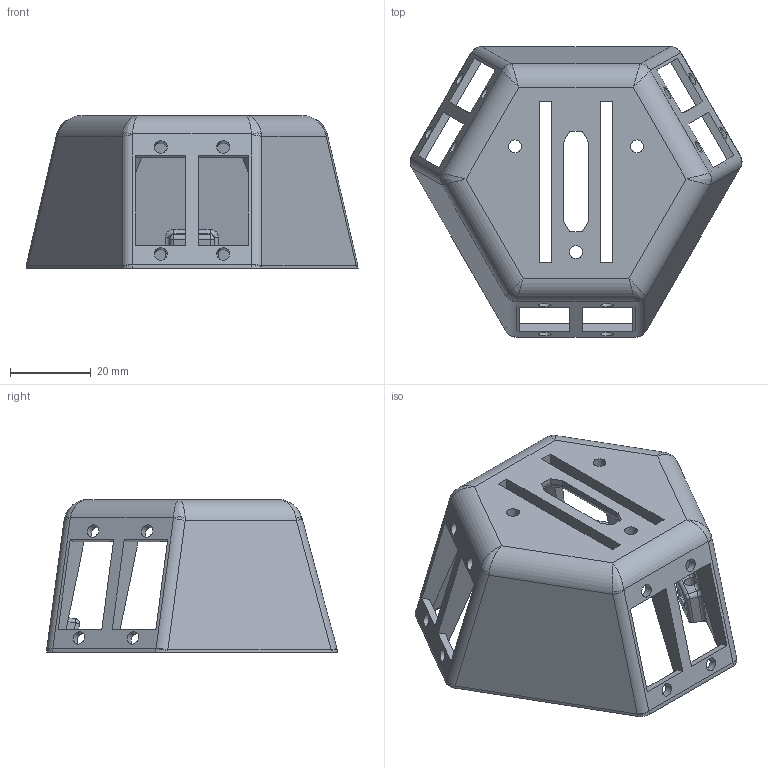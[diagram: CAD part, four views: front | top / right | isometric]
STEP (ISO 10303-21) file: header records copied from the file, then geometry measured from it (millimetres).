
FILE_DESCRIPTION(/* description */ ('STEP AP242','CAx-IF Rec.Pracs.---Representation and Presentation of Product Manufacturing Information (PMI)---4.0---2014-10-13','CAx-IF Rec.Pracs.---3D Tessellated Geometry---0.4---2014-09-14','2;1'),/* implementation_level */ '2;1');
FILE_NAME(/* name */ '67e030ae4dde7566ec736dfd',/* time_stamp */ '2025-03-23T16:02:54Z',/* author */ (''),/* organization */ (''),/* preprocessor_version */ 'ST-DEVELOPER v20',/* originating_system */ 'ONSHAPE BY PTC INC, 1.195',/* authorisation */ ' ');
FILE_SCHEMA (('AP242_MANAGED_MODEL_BASED_3D_ENGINEERING_MIM_LF { 1 0 10303 442 1 1 4 }'));
Length unit declared in the file: metre
Products named in the file (1): Part 1
Bounding box: 82.47 x 72.25 x 38 mm (x, y, z)
Volume: 27206.8 mm3; surface area: 20691.1 mm2
Topology: 1 solids, 1 shells, 240 faces, 651 edges, 396 vertices
Faces by surface type: plane 106, cylinder 89, bspline 24, sphere 15, torus 6
Full cylindrical faces by diameter (mm): 3.2 x21
Entity records: 7591 total; most frequent: CARTESIAN_POINT 1623, DIRECTION 1223, ORIENTED_EDGE 1214, EDGE_CURVE 607, AXIS2_PLACEMENT_3D 423, VERTEX_POINT 391, LINE 377, VECTOR 377
